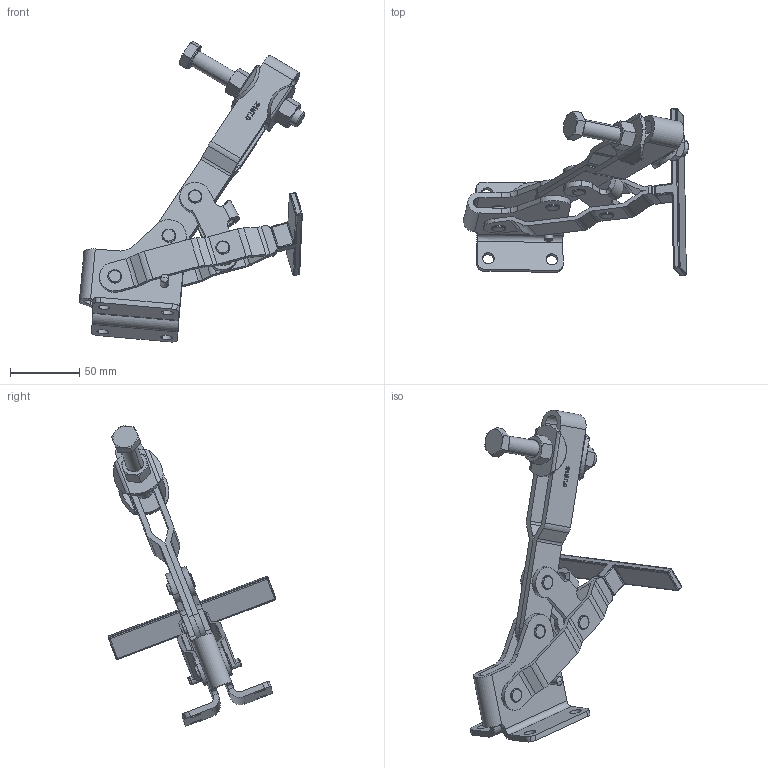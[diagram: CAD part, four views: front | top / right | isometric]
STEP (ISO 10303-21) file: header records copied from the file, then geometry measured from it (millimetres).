
FILE_DESCRIPTION((''),'2;1');
FILE_NAME('215T.0-opened.stp','2005-09-27T21:02:40',('Kysilko'),(''),'Autodesk Inventor 8','Autodesk Inventor 8','');
FILE_SCHEMA(('AUTOMOTIVE_DESIGN { 1 0 10303 214 1 1 1 1 }'));
Length unit declared in the file: millimetre
Products named in the file (1): Part19
Bounding box: 162.24 x 120.83 x 216.03 mm (x, y, z)
Volume: 145181.6 mm3; surface area: 79870.8 mm2
Topology: 1 solids, 7 shells, 1515 faces, 5093 edges, 3180 vertices
Faces by surface type: plane 760, cone 348, cylinder 290, bspline 91, sphere 14, torus 12
Entity records: 58310 total; most frequent: CARTESIAN_POINT 14479, ORIENTED_EDGE 10146, DIRECTION 8995, EDGE_CURVE 5073, AXIS2_PLACEMENT_3D 3210, VERTEX_POINT 3180, VECTOR 2575, LINE 2575
